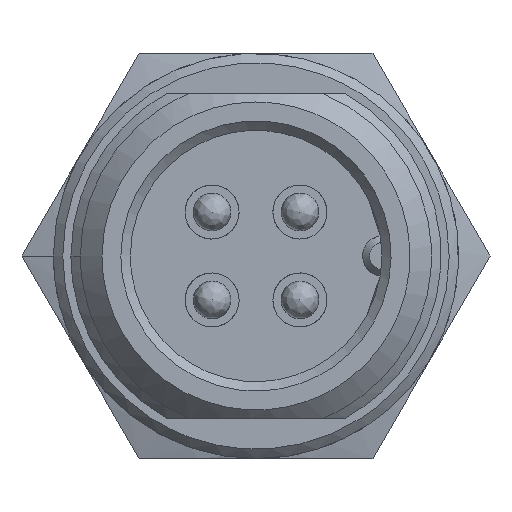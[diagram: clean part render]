
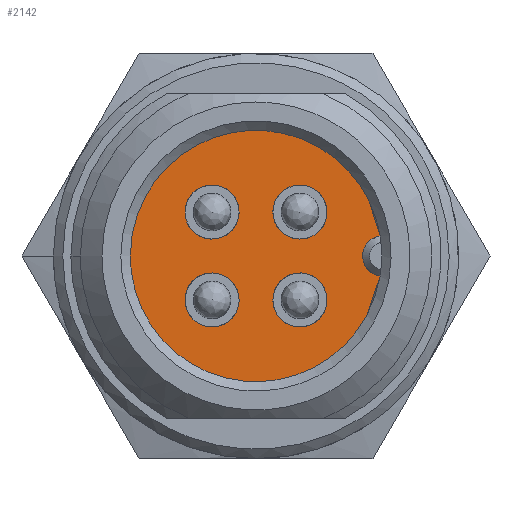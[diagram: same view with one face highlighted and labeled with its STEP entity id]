
A CAD part, left-side view. The second image highlights one B-rep face of the part: STEP entity #2142.
In plain terms, the highlighted free-form (B-spline) face has degree [1, 1] with [2, 2] control points.
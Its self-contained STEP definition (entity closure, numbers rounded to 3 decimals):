
#2008 = VERTEX_POINT('',#2009);
#2009 = CARTESIAN_POINT('',(4.998,6.664,0.));
#2014 = EDGE_CURVE('',#2008,#2015,#2017,.T.);
#2015 = VERTEX_POINT('',#2016);
#2016 = CARTESIAN_POINT('',(4.998,-6.582,
    1.04));
#2017 = ( BOUNDED_CURVE() B_SPLINE_CURVE(2,(#2018,#2019,#2020,#2021,
#2022),.UNSPECIFIED.,.F.,.F.) B_SPLINE_CURVE_WITH_KNOTS((3,2,3),(0.,
1.492,2.985),.PIECEWISE_BEZIER_KNOTS.) CURVE() 
GEOMETRIC_REPRESENTATION_ITEM() RATIONAL_B_SPLINE_CURVE((1.,
0.734,1.,0.734,1.)) REPRESENTATION_ITEM('') );
#2018 = CARTESIAN_POINT('',(4.998,6.664,0.));
#2019 = CARTESIAN_POINT('',(4.998,6.664,6.162
    ));
#2020 = CARTESIAN_POINT('',(4.998,0.521,6.644)
  );
#2021 = CARTESIAN_POINT('',(4.998,-5.621,
    7.126));
#2022 = CARTESIAN_POINT('',(4.998,-6.582,
    1.04));
#2090 = EDGE_CURVE('',#2015,#2091,#2093,.T.);
#2091 = VERTEX_POINT('',#2092);
#2092 = CARTESIAN_POINT('',(4.998,-6.582,
    -1.04));
#2093 = ( BOUNDED_CURVE() B_SPLINE_CURVE(2,(#2094,#2095,#2096,#2097,
#2098),.UNSPECIFIED.,.F.,.F.) B_SPLINE_CURVE_WITH_KNOTS((3,2,3),(
    1.516,3.142,4.767),
.PIECEWISE_BEZIER_KNOTS.) CURVE() GEOMETRIC_REPRESENTATION_ITEM() 
RATIONAL_B_SPLINE_CURVE((1.,0.687,1.,0.687,1.)) 
REPRESENTATION_ITEM('') );
#2094 = CARTESIAN_POINT('',(4.998,-6.582,
    1.04));
#2095 = CARTESIAN_POINT('',(4.998,-5.484,
    1.1));
#2096 = CARTESIAN_POINT('',(4.998,-5.484,
    0.));
#2097 = CARTESIAN_POINT('',(4.998,-5.484,
    -1.1));
#2098 = CARTESIAN_POINT('',(4.998,-6.582,
    -1.04));
#2142 = ADVANCED_FACE('',(#2143,#2155,#2169,#2183,#2197),#2211,.F.);
#2143 = FACE_BOUND('',#2144,.T.);
#2144 = EDGE_LOOP('',(#2145,#2146,#2154));
#2145 = ORIENTED_EDGE('',*,*,#2014,.F.);
#2146 = ORIENTED_EDGE('',*,*,#2147,.F.);
#2147 = EDGE_CURVE('',#2091,#2008,#2148,.T.);
#2148 = ( BOUNDED_CURVE() B_SPLINE_CURVE(2,(#2149,#2150,#2151,#2152,
#2153),.UNSPECIFIED.,.F.,.F.) B_SPLINE_CURVE_WITH_KNOTS((3,2,3),(
    3.298,4.791,6.283),.PIECEWISE_BEZIER_KNOTS.) 
CURVE() GEOMETRIC_REPRESENTATION_ITEM() RATIONAL_B_SPLINE_CURVE((1.,
0.734,1.,0.734,1.)) REPRESENTATION_ITEM('') );
#2149 = CARTESIAN_POINT('',(4.998,-6.582,
    -1.04));
#2150 = CARTESIAN_POINT('',(4.998,-5.621,
    -7.126));
#2151 = CARTESIAN_POINT('',(4.998,0.521,-6.644
    ));
#2152 = CARTESIAN_POINT('',(4.998,6.664,
    -6.162));
#2153 = CARTESIAN_POINT('',(4.998,6.664,
    0.));
#2154 = ORIENTED_EDGE('',*,*,#2090,.F.);
#2155 = FACE_BOUND('',#2156,.T.);
#2156 = EDGE_LOOP('',(#2157));
#2157 = ORIENTED_EDGE('',*,*,#2158,.F.);
#2158 = EDGE_CURVE('',#2159,#2159,#2161,.T.);
#2159 = VERTEX_POINT('',#2160);
#2160 = CARTESIAN_POINT('',(4.998,0.87,-2.258
    ));
#2161 = ( BOUNDED_CURVE() B_SPLINE_CURVE(2,(#2162,#2163,#2164,#2165,
#2166,#2167,#2168),.UNSPECIFIED.,.T.,.F.) B_SPLINE_CURVE_WITH_KNOTS((1,2
    ,2,2,2,1),(-2.094,0.,2.094,4.189,
6.283,8.378),.UNSPECIFIED.) CURVE() 
GEOMETRIC_REPRESENTATION_ITEM() RATIONAL_B_SPLINE_CURVE((1.,0.5,1.,0.5,
1.,0.5,1.)) REPRESENTATION_ITEM('') );
#2162 = CARTESIAN_POINT('',(4.998,0.87,-2.258
    ));
#2163 = CARTESIAN_POINT('',(4.998,0.87,0.147
    ));
#2164 = CARTESIAN_POINT('',(4.998,2.952,
    -1.056));
#2165 = CARTESIAN_POINT('',(4.998,5.035,-2.258
    ));
#2166 = CARTESIAN_POINT('',(4.998,2.952,
    -3.46));
#2167 = CARTESIAN_POINT('',(4.998,0.87,
    -4.663));
#2168 = CARTESIAN_POINT('',(4.998,0.87,-2.258
    ));
#2169 = FACE_BOUND('',#2170,.T.);
#2170 = EDGE_LOOP('',(#2171));
#2171 = ORIENTED_EDGE('',*,*,#2172,.F.);
#2172 = EDGE_CURVE('',#2173,#2173,#2175,.T.);
#2173 = VERTEX_POINT('',#2174);
#2174 = CARTESIAN_POINT('',(4.998,-3.646,
    -2.258));
#2175 = ( BOUNDED_CURVE() B_SPLINE_CURVE(2,(#2176,#2177,#2178,#2179,
#2180,#2181,#2182),.UNSPECIFIED.,.T.,.F.) B_SPLINE_CURVE_WITH_KNOTS((1,2
    ,2,2,2,1),(-2.094,0.,2.094,4.189,
6.283,8.378),.UNSPECIFIED.) CURVE() 
GEOMETRIC_REPRESENTATION_ITEM() RATIONAL_B_SPLINE_CURVE((1.,0.5,1.,0.5,
1.,0.5,1.)) REPRESENTATION_ITEM('') );
#2176 = CARTESIAN_POINT('',(4.998,-3.646,
    -2.258));
#2177 = CARTESIAN_POINT('',(4.998,-3.646,
    0.147));
#2178 = CARTESIAN_POINT('',(4.998,-1.564,
    -1.056));
#2179 = CARTESIAN_POINT('',(4.998,0.519,-2.258
    ));
#2180 = CARTESIAN_POINT('',(4.998,-1.564,
    -3.46));
#2181 = CARTESIAN_POINT('',(4.998,-3.646,
    -4.663));
#2182 = CARTESIAN_POINT('',(4.998,-3.646,
    -2.258));
#2183 = FACE_BOUND('',#2184,.T.);
#2184 = EDGE_LOOP('',(#2185));
#2185 = ORIENTED_EDGE('',*,*,#2186,.F.);
#2186 = EDGE_CURVE('',#2187,#2187,#2189,.T.);
#2187 = VERTEX_POINT('',#2188);
#2188 = CARTESIAN_POINT('',(4.998,0.87,2.258)
  );
#2189 = ( BOUNDED_CURVE() B_SPLINE_CURVE(2,(#2190,#2191,#2192,#2193,
#2194,#2195,#2196),.UNSPECIFIED.,.T.,.F.) B_SPLINE_CURVE_WITH_KNOTS((1,2
    ,2,2,2,1),(-2.094,0.,2.094,4.189,
6.283,8.378),.UNSPECIFIED.) CURVE() 
GEOMETRIC_REPRESENTATION_ITEM() RATIONAL_B_SPLINE_CURVE((1.,0.5,1.,0.5,
1.,0.5,1.)) REPRESENTATION_ITEM('') );
#2190 = CARTESIAN_POINT('',(4.998,0.87,2.258)
  );
#2191 = CARTESIAN_POINT('',(4.998,0.87,4.663
    ));
#2192 = CARTESIAN_POINT('',(4.998,2.952,3.46
    ));
#2193 = CARTESIAN_POINT('',(4.998,5.035,2.258)
  );
#2194 = CARTESIAN_POINT('',(4.998,2.952,1.056
    ));
#2195 = CARTESIAN_POINT('',(4.998,0.87,
    -0.147));
#2196 = CARTESIAN_POINT('',(4.998,0.87,2.258)
  );
#2197 = FACE_BOUND('',#2198,.T.);
#2198 = EDGE_LOOP('',(#2199));
#2199 = ORIENTED_EDGE('',*,*,#2200,.F.);
#2200 = EDGE_CURVE('',#2201,#2201,#2203,.T.);
#2201 = VERTEX_POINT('',#2202);
#2202 = CARTESIAN_POINT('',(4.998,-3.646,2.258
    ));
#2203 = ( BOUNDED_CURVE() B_SPLINE_CURVE(2,(#2204,#2205,#2206,#2207,
#2208,#2209,#2210),.UNSPECIFIED.,.T.,.F.) B_SPLINE_CURVE_WITH_KNOTS((1,2
    ,2,2,2,1),(-2.094,0.,2.094,4.189,
6.283,8.378),.UNSPECIFIED.) CURVE() 
GEOMETRIC_REPRESENTATION_ITEM() RATIONAL_B_SPLINE_CURVE((1.,0.5,1.,0.5,
1.,0.5,1.)) REPRESENTATION_ITEM('') );
#2204 = CARTESIAN_POINT('',(4.998,-3.646,2.258
    ));
#2205 = CARTESIAN_POINT('',(4.998,-3.646,
    4.663));
#2206 = CARTESIAN_POINT('',(4.998,-1.564,
    3.46));
#2207 = CARTESIAN_POINT('',(4.998,0.519,2.258)
  );
#2208 = CARTESIAN_POINT('',(4.998,-1.564,
    1.056));
#2209 = CARTESIAN_POINT('',(4.998,-3.646,
    -0.147));
#2210 = CARTESIAN_POINT('',(4.998,-3.646,2.258
    ));
#2211 = B_SPLINE_SURFACE_WITH_KNOTS('',1,1,(
    (#2212,#2213)
    ,(#2214,#2215
    )),.UNSPECIFIED.,.F.,.F.,.F.,(2,2),(2,2),(-4.741,4.8),(-4.8
    ,4.8),.PIECEWISE_BEZIER_KNOTS.);
#2212 = CARTESIAN_POINT('',(4.998,-6.582,
    -6.664));
#2213 = CARTESIAN_POINT('',(4.998,-6.582,
    6.664));
#2214 = CARTESIAN_POINT('',(4.998,6.664,
    -6.664));
#2215 = CARTESIAN_POINT('',(4.998,6.664,6.664
    ));
